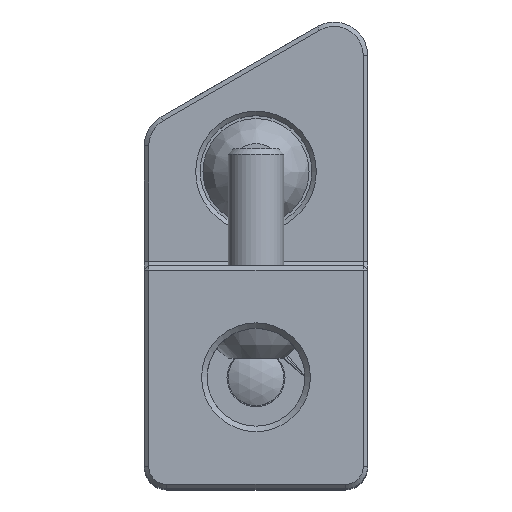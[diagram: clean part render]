
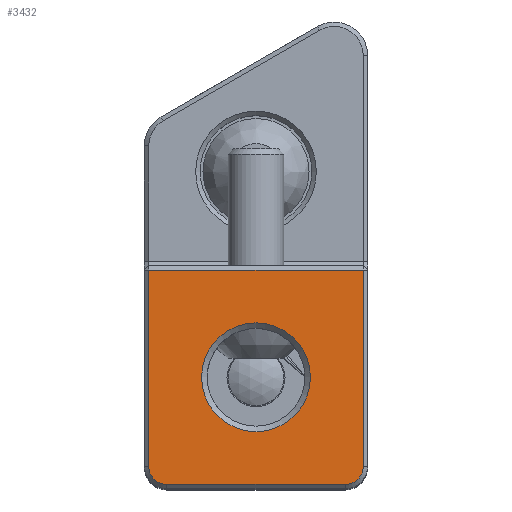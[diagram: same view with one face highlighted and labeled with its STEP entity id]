
A CAD part, top view. The second image highlights one B-rep face of the part: STEP entity #3432.
In plain terms, the highlighted planar face has unit normal (0, 0, 1).
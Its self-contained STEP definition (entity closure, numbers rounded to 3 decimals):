
#141=FACE_BOUND('',#1113,.T.);
#383=LINE('',#6243,#614);
#384=LINE('',#6247,#615);
#385=LINE('',#6249,#616);
#386=LINE('',#6250,#617);
#614=VECTOR('',#4794,1000.);
#615=VECTOR('',#4797,1000.);
#616=VECTOR('',#4798,1000.);
#617=VECTOR('',#4799,1000.);
#884=FACE_OUTER_BOUND('',#1112,.T.);
#1112=EDGE_LOOP('',(#2863,#2864,#2865,#2866,#2867,#2868));
#1113=EDGE_LOOP('',(#2869));
#1361=CIRCLE('',#3900,1.6);
#1362=CIRCLE('',#3901,1.6);
#1363=CIRCLE('',#3902,4.875);
#1646=VERTEX_POINT('',#6239);
#1647=VERTEX_POINT('',#6240);
#1648=VERTEX_POINT('',#6242);
#1649=VERTEX_POINT('',#6244);
#1650=VERTEX_POINT('',#6246);
#1651=VERTEX_POINT('',#6248);
#1652=VERTEX_POINT('',#6251);
#2067=EDGE_CURVE('',#1646,#1647,#1361,.T.);
#2068=EDGE_CURVE('',#1647,#1648,#383,.T.);
#2069=EDGE_CURVE('',#1648,#1649,#1362,.T.);
#2070=EDGE_CURVE('',#1649,#1650,#384,.T.);
#2071=EDGE_CURVE('',#1650,#1651,#385,.T.);
#2072=EDGE_CURVE('',#1651,#1646,#386,.T.);
#2073=EDGE_CURVE('',#1652,#1652,#1363,.F.);
#2863=ORIENTED_EDGE('',*,*,#2067,.T.);
#2864=ORIENTED_EDGE('',*,*,#2068,.T.);
#2865=ORIENTED_EDGE('',*,*,#2069,.T.);
#2866=ORIENTED_EDGE('',*,*,#2070,.T.);
#2867=ORIENTED_EDGE('',*,*,#2071,.T.);
#2868=ORIENTED_EDGE('',*,*,#2072,.T.);
#2869=ORIENTED_EDGE('',*,*,#2073,.T.);
#3261=PLANE('',#3899);
#3432=ADVANCED_FACE('',(#884,#141),#3261,.T.);
#3899=AXIS2_PLACEMENT_3D('',#6238,#4790,#4791);
#3900=AXIS2_PLACEMENT_3D('',#6241,#4792,#4793);
#3901=AXIS2_PLACEMENT_3D('',#6245,#4795,#4796);
#3902=AXIS2_PLACEMENT_3D('',#6252,#4800,#4801);
#4790=DIRECTION('center_axis',(0.,0.,1.));
#4791=DIRECTION('ref_axis',(-1.,0.,0.));
#4792=DIRECTION('center_axis',(0.,0.,1.));
#4793=DIRECTION('ref_axis',(1.,0.,0.));
#4794=DIRECTION('',(1.,0.,0.));
#4795=DIRECTION('center_axis',(0.,0.,1.));
#4796=DIRECTION('ref_axis',(1.,0.,0.));
#4797=DIRECTION('',(0.,1.,0.));
#4798=DIRECTION('',(-1.,0.,0.));
#4799=DIRECTION('',(0.,-1.,0.));
#4800=DIRECTION('center_axis',(0.,0.,1.));
#4801=DIRECTION('ref_axis',(1.,0.,0.));
#6238=CARTESIAN_POINT('Origin',(-10.,22.024,54.2));
#6239=CARTESIAN_POINT('',(-19.6,2.,54.2));
#6240=CARTESIAN_POINT('',(-18.,0.4,54.2));
#6241=CARTESIAN_POINT('Origin',(-18.,2.,54.2));
#6242=CARTESIAN_POINT('',(-2.,0.4,54.2));
#6243=CARTESIAN_POINT('',(-2.,0.4,54.2));
#6244=CARTESIAN_POINT('',(-0.4,2.,54.2));
#6245=CARTESIAN_POINT('Origin',(-2.,2.,54.2));
#6246=CARTESIAN_POINT('',(-0.4,19.6,54.2));
#6247=CARTESIAN_POINT('',(-0.4,20.,54.2));
#6248=CARTESIAN_POINT('',(-19.6,19.6,54.2));
#6249=CARTESIAN_POINT('',(-10.,19.6,54.2));
#6250=CARTESIAN_POINT('',(-19.6,2.,54.2));
#6251=CARTESIAN_POINT('',(-14.875,10.,54.2));
#6252=CARTESIAN_POINT('Origin',(-10.,10.,54.2));
